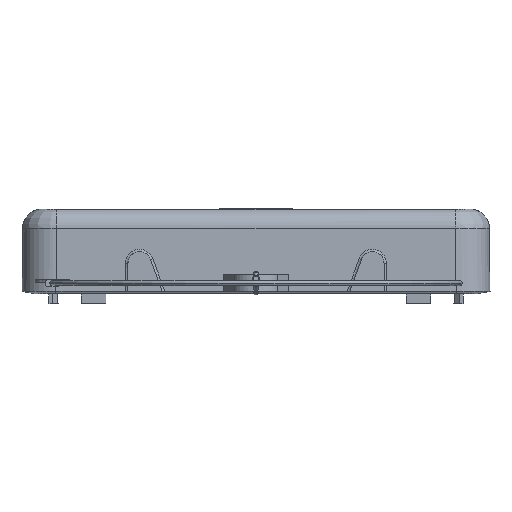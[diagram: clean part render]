
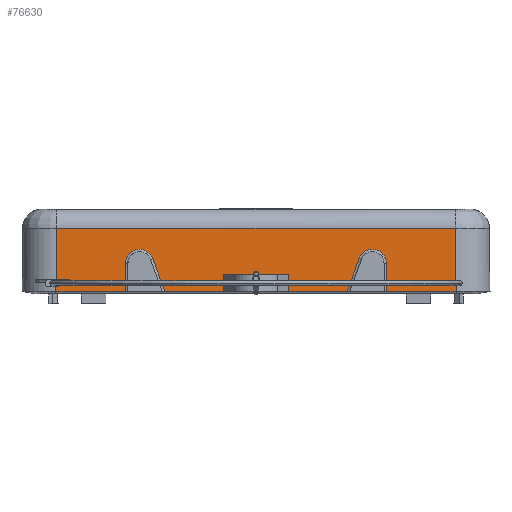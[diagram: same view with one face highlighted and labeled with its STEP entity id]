
A CAD part, front view. The second image highlights one B-rep face of the part: STEP entity #76630.
In plain terms, the highlighted face is planar.
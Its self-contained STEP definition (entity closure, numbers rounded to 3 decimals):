
#22680=CARTESIAN_POINT('',(3.861,24.111,
22.996));
#22690=VERTEX_POINT('',#22680);
#22850=CARTESIAN_POINT('',(17.146,24.111,
22.996));
#22860=VERTEX_POINT('',#22850);
#28580=CARTESIAN_POINT('',(17.163,27.6,22.965))
;
#28590=VERTEX_POINT('',#28580);
#28620=CARTESIAN_POINT('',(17.143,23.6,23.));
#28630=DIRECTION('',(0.005,1.,
-0.009));
#28640=VECTOR('',#28630,1.);
#28650=LINE('',#28620,#28640);
#28660=EDGE_CURVE('',#22860,#28590,#28650,.T.);
#67380=CARTESIAN_POINT('',(31.778,30.888,
22.936));
#67390=VERTEX_POINT('',#67380);
#67490=CARTESIAN_POINT('',(29.312,24.111,
22.996));
#67500=VERTEX_POINT('',#67490);
#67530=CARTESIAN_POINT('',(29.124,23.596,
23.));
#67540=DIRECTION('',(-0.342,-0.94,
0.008));
#67550=VECTOR('',#67540,1.);
#67560=LINE('',#67530,#67550);
#67570=EDGE_CURVE('',#67390,#67500,#67560,.T.);
#68550=CARTESIAN_POINT('',(51.636,37.135,
22.882));
#68560=VERTEX_POINT('',#68550);
#70150=CARTESIAN_POINT('',(51.753,23.661,
22.999));
#70160=DIRECTION('',(0.009,-1.,
0.009));
#70170=VECTOR('',#70160,1.);
#70180=LINE('',#70150,#70170);
#70190=CARTESIAN_POINT('',(51.749,24.111,
22.996));
#70200=VERTEX_POINT('',#70190);
#70210=EDGE_CURVE('',#68560,#70200,#70180,.T.);
#74710=CARTESIAN_POINT('',(-8.305,24.111,
22.996));
#74720=VERTEX_POINT('',#74710);
#74820=CARTESIAN_POINT('',(-10.771,30.888,
22.936));
#74830=VERTEX_POINT('',#74820);
#74860=CARTESIAN_POINT('',(-8.117,23.596,
23.));
#74870=DIRECTION('',(-0.342,0.94,
-0.008));
#74880=VECTOR('',#74870,1.);
#74890=LINE('',#74860,#74880);
#74900=EDGE_CURVE('',#74720,#74830,#74890,.T.);
#75340=CARTESIAN_POINT('',(72.003,23.6,23.));
#75350=DIRECTION('',(0.,0.009,
1.));
#75360=DIRECTION('',(-1.,0.,0.));
#75370=AXIS2_PLACEMENT_3D('',#75340,#75350,#75360);
#75380=PLANE('',#75370);
#75390=CARTESIAN_POINT('',(-2.747,24.111,
22.996));
#75400=DIRECTION('',(-1.,0.,0.));
#75410=VECTOR('',#75400,1.);
#75420=LINE('',#75390,#75410);
#75430=CARTESIAN_POINT('',(-16.397,24.111,
22.996));
#75440=VERTEX_POINT('',#75430);
#75450=CARTESIAN_POINT('',(-30.742,24.111,
22.996));
#75460=VERTEX_POINT('',#75450);
#75470=EDGE_CURVE('',#75440,#75460,#75420,.T.);
#75480=ORIENTED_EDGE('',*,*,#75470,.F.);
#75490=CARTESIAN_POINT('',(-30.746,23.661,
22.999));
#75500=DIRECTION('',(0.009,1.,
-0.009));
#75510=VECTOR('',#75500,1.);
#75520=LINE('',#75490,#75510);
#75530=CARTESIAN_POINT('',(-30.629,37.135,
22.882));
#75540=VERTEX_POINT('',#75530);
#75550=EDGE_CURVE('',#75460,#75540,#75520,.T.);
#75560=ORIENTED_EDGE('',*,*,#75550,.F.);
#75570=CARTESIAN_POINT('',(10.503,37.135,
22.882));
#75580=DIRECTION('',(1.,0.,0.));
#75590=VECTOR('',#75580,1.);
#75600=LINE('',#75570,#75590);
#75610=EDGE_CURVE('',#75540,#68560,#75600,.T.);
#75620=ORIENTED_EDGE('',*,*,#75610,.F.);
#75630=ORIENTED_EDGE('',*,*,#70210,.F.);
#75640=CARTESIAN_POINT('',(37.403,24.111,
22.996));
#75650=VERTEX_POINT('',#75640);
#75660=EDGE_CURVE('',#70200,#75650,#75420,.T.);
#75670=ORIENTED_EDGE('',*,*,#75660,.F.);
#75680=CARTESIAN_POINT('',(37.403,23.596,
23.));
#75690=DIRECTION('',(0.,1.,
-0.009));
#75700=VECTOR('',#75690,1.);
#75710=LINE('',#75680,#75700);
#75720=CARTESIAN_POINT('',(37.403,29.896,
22.945));
#75730=VERTEX_POINT('',#75720);
#75740=EDGE_CURVE('',#75650,#75730,#75710,.T.);
#75750=ORIENTED_EDGE('',*,*,#75740,.F.);
#75760=CARTESIAN_POINT('',(37.403,29.896,
22.945));
#75770=CARTESIAN_POINT('',(37.403,29.922,
22.945));
#75780=CARTESIAN_POINT('',(37.403,29.948,
22.945));
#75790=CARTESIAN_POINT('',(37.393,30.341,
22.941));
#75800=CARTESIAN_POINT('',(37.313,30.704,
22.938));
#75810=CARTESIAN_POINT('',(36.977,31.485,
22.931));
#75820=CARTESIAN_POINT('',(36.68,31.872,
22.928));
#75830=CARTESIAN_POINT('',(36.115,32.319,
22.924));
#75840=CARTESIAN_POINT('',(35.909,32.444,
22.923));
#75850=CARTESIAN_POINT('',(35.472,32.64,
22.921));
#75860=CARTESIAN_POINT('',(35.242,32.711,
22.92));
#75870=CARTESIAN_POINT('',(35.006,32.752,
22.92));
#75880=CARTESIAN_POINT('',(34.678,32.81,
22.92));
#75890=CARTESIAN_POINT('',(34.343,32.811,
22.92));
#75900=CARTESIAN_POINT('',(33.779,32.714,
22.92));
#75910=CARTESIAN_POINT('',(33.548,32.645,
22.921));
#75920=CARTESIAN_POINT('',(33.11,32.451,
22.923));
#75930=CARTESIAN_POINT('',(32.904,32.327,
22.924));
#75940=CARTESIAN_POINT('',(32.337,31.883,
22.928));
#75950=CARTESIAN_POINT('',(32.038,31.497,
22.931));
#75960=CARTESIAN_POINT('',(31.832,31.024,
22.935));
#75970=CARTESIAN_POINT('',(31.818,30.992,
22.935));
#75980=CARTESIAN_POINT('',(31.796,30.936,
22.936));
#75990=CARTESIAN_POINT('',(31.787,30.912,
22.936));
#76000=CARTESIAN_POINT('',(31.778,30.888,
22.936));
#76010=B_SPLINE_CURVE_WITH_KNOTS('',3,(#75760,#75770,#75780,#75790,
#75800,#75810,#75820,#75830,#75840,#75850,#75860,#75870,#75880,#75890,
#75900,#75910,#75920,#75930,#75940,#75950,#75960,#75970,#75980,#75990,
#76000),.UNSPECIFIED.,.F.,.F.,(4,2,2,2,2,3,2,2,2,2,2,4),(0.,
0.071,1.081,2.396,3.051,
3.706,4.617,5.272,5.927,
7.242,7.337,7.408),.UNSPECIFIED.);
#76020=EDGE_CURVE('',#75730,#67390,#76010,.T.);
#76030=ORIENTED_EDGE('',*,*,#76020,.F.);
#76040=ORIENTED_EDGE('',*,*,#67570,.F.);
#76050=EDGE_CURVE('',#67500,#22860,#75420,.T.);
#76060=ORIENTED_EDGE('',*,*,#76050,.F.);
#76070=ORIENTED_EDGE('',*,*,#28660,.F.);
#76080=CARTESIAN_POINT('',(-2.747,27.6,
22.965));
#76090=DIRECTION('',(-1.,0.,0.));
#76100=VECTOR('',#76090,1.);
#76110=LINE('',#76080,#76100);
#76120=CARTESIAN_POINT('',(3.844,27.6,22.965))
;
#76130=VERTEX_POINT('',#76120);
#76140=EDGE_CURVE('',#28590,#76130,#76110,.T.);
#76150=ORIENTED_EDGE('',*,*,#76140,.F.);
#76160=CARTESIAN_POINT('',(3.864,23.6,23.));
#76170=DIRECTION('',(0.005,-1.,
0.009));
#76180=VECTOR('',#76170,1.);
#76190=LINE('',#76160,#76180);
#76200=EDGE_CURVE('',#76130,#22690,#76190,.T.);
#76210=ORIENTED_EDGE('',*,*,#76200,.F.);
#76220=EDGE_CURVE('',#22690,#74720,#75420,.T.);
#76230=ORIENTED_EDGE('',*,*,#76220,.F.);
#76240=ORIENTED_EDGE('',*,*,#74900,.F.);
#76250=CARTESIAN_POINT('',(-10.771,30.888,
22.936));
#76260=CARTESIAN_POINT('',(-10.78,30.912,
22.936));
#76270=CARTESIAN_POINT('',(-10.789,30.936,
22.936));
#76280=CARTESIAN_POINT('',(-10.933,31.301,
22.933));
#76290=CARTESIAN_POINT('',(-11.132,31.615,
22.93));
#76300=CARTESIAN_POINT('',(-11.549,32.058,
22.926));
#76310=CARTESIAN_POINT('',(-11.734,32.212,
22.925));
#76320=CARTESIAN_POINT('',(-12.138,32.469,
22.923));
#76330=CARTESIAN_POINT('',(-12.355,32.573,
22.922));
#76340=CARTESIAN_POINT('',(-12.81,32.724,
22.92));
#76350=CARTESIAN_POINT('',(-13.046,32.771,
22.92));
#76360=CARTESIAN_POINT('',(-13.523,32.806,
22.92));
#76370=CARTESIAN_POINT('',(-13.763,32.794,
22.92));
#76380=CARTESIAN_POINT('',(-13.999,32.752,
22.92));
#76390=CARTESIAN_POINT('',(-14.327,32.694,
22.921));
#76400=CARTESIAN_POINT('',(-14.643,32.581,
22.922));
#76410=CARTESIAN_POINT('',(-15.35,32.178,
22.925));
#76420=CARTESIAN_POINT('',(-15.702,31.839,
22.928));
#76430=CARTESIAN_POINT('',(-16.211,31.023,
22.935));
#76440=CARTESIAN_POINT('',(-16.361,30.558,
22.939));
#76450=CARTESIAN_POINT('',(-16.393,30.043,
22.944));
#76460=CARTESIAN_POINT('',(-16.395,30.008,
22.944));
#76470=CARTESIAN_POINT('',(-16.396,29.948,
22.945));
#76480=CARTESIAN_POINT('',(-16.397,29.922,
22.945));
#76490=CARTESIAN_POINT('',(-16.397,29.896,
22.945));
#76500=B_SPLINE_CURVE_WITH_KNOTS('',3,(#76250,#76260,#76270,#76280,
#76290,#76300,#76310,#76320,#76330,#76340,#76350,#76360,#76370,#76380,
#76390,#76400,#76410,#76420,#76430,#76440,#76450,#76460,#76470,#76480,
#76490),.UNSPECIFIED.,.F.,.F.,(4,2,2,2,2,2,3,2,2,2,2,4),(0.,
0.071,1.08,1.735,2.39,
3.045,3.7,4.611,5.926,
7.241,7.337,7.408),.UNSPECIFIED.);
#76510=CARTESIAN_POINT('',(-16.397,29.896,
22.945));
#76520=VERTEX_POINT('',#76510);
#76530=EDGE_CURVE('',#74830,#76520,#76500,.T.);
#76540=ORIENTED_EDGE('',*,*,#76530,.F.);
#76550=CARTESIAN_POINT('',(-16.397,23.596,
23.));
#76560=DIRECTION('',(0.,-1.,
0.009));
#76570=VECTOR('',#76560,1.);
#76580=LINE('',#76550,#76570);
#76590=EDGE_CURVE('',#76520,#75440,#76580,.T.);
#76600=ORIENTED_EDGE('',*,*,#76590,.F.);
#76610=EDGE_LOOP('',(#76600,#76540,#76240,#76230,#76210,#76150,#76070,
#76060,#76040,#76030,#75750,#75670,#75630,#75620,#75560,#75480));
#76620=FACE_OUTER_BOUND('',#76610,.T.);
#76630=ADVANCED_FACE('',(#76620),#75380,.T.);
